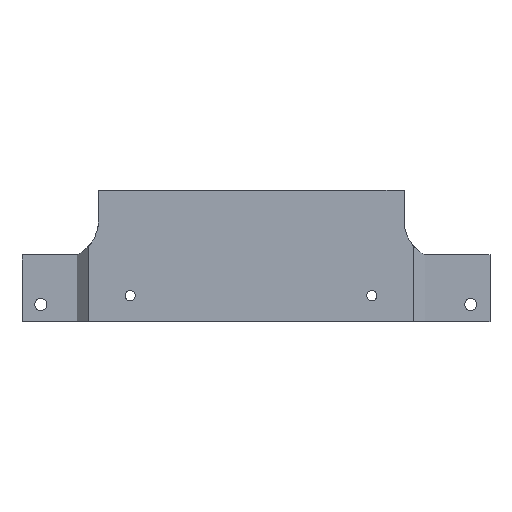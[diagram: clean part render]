
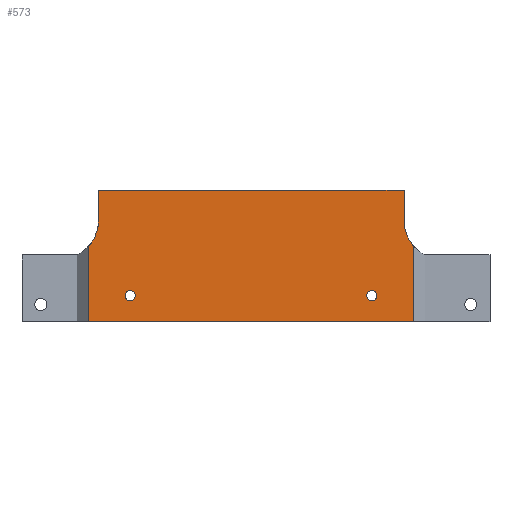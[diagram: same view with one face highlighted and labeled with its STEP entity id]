
A CAD part, top view. The second image highlights one B-rep face of the part: STEP entity #573.
In plain terms, the highlighted planar face has unit normal (0, 0, 1).
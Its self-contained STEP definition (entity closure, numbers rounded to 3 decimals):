
#15 = CIRCLE ( 'NONE', #83, 1.35 ) ;
#19 = CARTESIAN_POINT ( 'NONE',  ( -109.725, -17.404, 12. ) ) ;
#28 = ORIENTED_EDGE ( 'NONE', *, *, #744, .T. ) ;
#54 = VERTEX_POINT ( 'NONE', #898 ) ;
#81 = AXIS2_PLACEMENT_3D ( 'NONE', #19, #167, #490 ) ;
#82 = FACE_OUTER_BOUND ( 'NONE', #993, .T. ) ;
#83 = AXIS2_PLACEMENT_3D ( 'NONE', #899, #889, #644 ) ;
#106 = ORIENTED_EDGE ( 'NONE', *, *, #157, .T. ) ;
#107 = DIRECTION ( 'NONE',  ( 0., 1., 0. ) ) ;
#115 = DIRECTION ( 'NONE',  ( 0., -1., 0. ) ) ;
#136 = EDGE_CURVE ( 'NONE', #54, #384, #448, .T. ) ;
#147 = VERTEX_POINT ( 'NONE', #998 ) ;
#157 = EDGE_CURVE ( 'NONE', #671, #656, #685, .T. ) ;
#164 = LINE ( 'NONE', #172, #966 ) ;
#167 = DIRECTION ( 'NONE',  ( 0., 0., 1. ) ) ;
#172 = CARTESIAN_POINT ( 'NONE',  ( -34.987, -6.677, 12. ) ) ;
#178 = VECTOR ( 'NONE', #556, 1000. ) ;
#179 = CIRCLE ( 'NONE', #750, 10. ) ;
#182 = VERTEX_POINT ( 'NONE', #218 ) ;
#197 = CARTESIAN_POINT ( 'NONE',  ( -118.092, 10.323, 12. ) ) ;
#201 = DIRECTION ( 'NONE',  ( 1., 0., 0. ) ) ;
#205 = ORIENTED_EDGE ( 'NONE', *, *, #425, .T. ) ;
#218 = CARTESIAN_POINT ( 'NONE',  ( -34.987, -4.366, 12. ) ) ;
#224 = CARTESIAN_POINT ( 'NONE',  ( 0., 0., 12. ) ) ;
#226 = CIRCLE ( 'NONE', #813, 10. ) ;
#270 = LINE ( 'NONE', #887, #848 ) ;
#294 = VECTOR ( 'NONE', #923, 1000. ) ;
#295 = VERTEX_POINT ( 'NONE', #849 ) ;
#307 = VERTEX_POINT ( 'NONE', #321 ) ;
#308 = FACE_BOUND ( 'NONE', #348, .T. ) ;
#312 = VERTEX_POINT ( 'NONE', #950 ) ;
#315 = CARTESIAN_POINT ( 'NONE',  ( -120.72, -24.228, 12. ) ) ;
#321 = CARTESIAN_POINT ( 'NONE',  ( -120.72, -4.44, 12. ) ) ;
#348 = EDGE_LOOP ( 'NONE', ( #995, #528 ) ) ;
#353 = CARTESIAN_POINT ( 'NONE',  ( -111.075, -17.404, 12. ) ) ;
#363 = EDGE_CURVE ( 'NONE', #307, #918, #866, .T. ) ;
#370 = ORIENTED_EDGE ( 'NONE', *, *, #452, .F. ) ;
#384 = VERTEX_POINT ( 'NONE', #353 ) ;
#389 = EDGE_LOOP ( 'NONE', ( #884, #851 ) ) ;
#398 = CARTESIAN_POINT ( 'NONE',  ( -47.333, -17.404, 12. ) ) ;
#405 = AXIS2_PLACEMENT_3D ( 'NONE', #224, #926, #201 ) ;
#425 = EDGE_CURVE ( 'NONE', #656, #307, #226, .T. ) ;
#431 = FACE_BOUND ( 'NONE', #389, .T. ) ;
#448 = CIRCLE ( 'NONE', #997, 1.35 ) ;
#452 = EDGE_CURVE ( 'NONE', #671, #312, #896, .T. ) ;
#467 = CARTESIAN_POINT ( 'NONE',  ( -44.633, -17.404, 12. ) ) ;
#471 = ORIENTED_EDGE ( 'NONE', *, *, #1004, .F. ) ;
#477 = CARTESIAN_POINT ( 'NONE',  ( -118.092, 2.317, 12. ) ) ;
#478 = DIRECTION ( 'NONE',  ( 0., 0., -1. ) ) ;
#490 = DIRECTION ( 'NONE',  ( 1., 0., 0. ) ) ;
#512 = DIRECTION ( 'NONE',  ( 1., 0., 0. ) ) ;
#516 = CIRCLE ( 'NONE', #81, 1.35 ) ;
#526 = DIRECTION ( 'NONE',  ( 0., 0., 1. ) ) ;
#528 = ORIENTED_EDGE ( 'NONE', *, *, #935, .F. ) ;
#542 = EDGE_CURVE ( 'NONE', #918, #295, #619, .T. ) ;
#556 = DIRECTION ( 'NONE',  ( 1., 0., 0. ) ) ;
#573 = ADVANCED_FACE ( 'NONE', ( #431, #308, #82 ), #668, .T. ) ;
#574 = DIRECTION ( 'NONE',  ( 0., -1., 0. ) ) ;
#583 = CIRCLE ( 'NONE', #645, 1.35 ) ;
#598 = DIRECTION ( 'NONE',  ( 0., 0., 1. ) ) ;
#619 = LINE ( 'NONE', #764, #846 ) ;
#628 = VECTOR ( 'NONE', #115, 1000. ) ;
#644 = DIRECTION ( 'NONE',  ( 1., 0., 0. ) ) ;
#645 = AXIS2_PLACEMENT_3D ( 'NONE', #973, #598, #692 ) ;
#647 = ORIENTED_EDGE ( 'NONE', *, *, #363, .T. ) ;
#649 = CARTESIAN_POINT ( 'NONE',  ( -27.496, 2.258, 12. ) ) ;
#656 = VERTEX_POINT ( 'NONE', #477 ) ;
#667 = VERTEX_POINT ( 'NONE', #467 ) ;
#668 = PLANE ( 'NONE',  #405 ) ;
#671 = VERTEX_POINT ( 'NONE', #784 ) ;
#685 = LINE ( 'NONE', #908, #294 ) ;
#692 = DIRECTION ( 'NONE',  ( 1., 0., 0. ) ) ;
#695 = EDGE_CURVE ( 'NONE', #384, #54, #516, .T. ) ;
#725 = DIRECTION ( 'NONE',  ( 0., 0., -1. ) ) ;
#740 = ORIENTED_EDGE ( 'NONE', *, *, #976, .T. ) ;
#744 = EDGE_CURVE ( 'NONE', #295, #182, #164, .T. ) ;
#750 = AXIS2_PLACEMENT_3D ( 'NONE', #649, #725, #971 ) ;
#752 = CARTESIAN_POINT ( 'NONE',  ( -109.725, -17.404, 12. ) ) ;
#764 = CARTESIAN_POINT ( 'NONE',  ( -123.72, -24.228, 12. ) ) ;
#773 = ORIENTED_EDGE ( 'NONE', *, *, #542, .T. ) ;
#784 = CARTESIAN_POINT ( 'NONE',  ( -118.092, 10.323, 12. ) ) ;
#812 = DIRECTION ( 'NONE',  ( 1., 0., 0. ) ) ;
#813 = AXIS2_PLACEMENT_3D ( 'NONE', #982, #478, #812 ) ;
#821 = CARTESIAN_POINT ( 'NONE',  ( -120.72, -24.228, 12. ) ) ;
#846 = VECTOR ( 'NONE', #1013, 1000. ) ;
#848 = VECTOR ( 'NONE', #574, 1000. ) ;
#849 = CARTESIAN_POINT ( 'NONE',  ( -34.987, -24.228, 12. ) ) ;
#851 = ORIENTED_EDGE ( 'NONE', *, *, #695, .F. ) ;
#866 = LINE ( 'NONE', #315, #628 ) ;
#884 = ORIENTED_EDGE ( 'NONE', *, *, #136, .F. ) ;
#887 = CARTESIAN_POINT ( 'NONE',  ( -37.496, 10.323, 12. ) ) ;
#889 = DIRECTION ( 'NONE',  ( 0., 0., 1. ) ) ;
#896 = LINE ( 'NONE', #197, #178 ) ;
#898 = CARTESIAN_POINT ( 'NONE',  ( -108.375, -17.404, 12. ) ) ;
#899 = CARTESIAN_POINT ( 'NONE',  ( -45.983, -17.404, 12. ) ) ;
#904 = EDGE_CURVE ( 'NONE', #667, #968, #15, .T. ) ;
#908 = CARTESIAN_POINT ( 'NONE',  ( -118.092, 10.323, 12. ) ) ;
#918 = VERTEX_POINT ( 'NONE', #821 ) ;
#923 = DIRECTION ( 'NONE',  ( 0., -1., 0. ) ) ;
#926 = DIRECTION ( 'NONE',  ( 0., 0., 1. ) ) ;
#935 = EDGE_CURVE ( 'NONE', #968, #667, #583, .T. ) ;
#950 = CARTESIAN_POINT ( 'NONE',  ( -37.496, 10.323, 12. ) ) ;
#966 = VECTOR ( 'NONE', #107, 1000. ) ;
#968 = VERTEX_POINT ( 'NONE', #398 ) ;
#971 = DIRECTION ( 'NONE',  ( 1., 0., 0. ) ) ;
#973 = CARTESIAN_POINT ( 'NONE',  ( -45.983, -17.404, 12. ) ) ;
#976 = EDGE_CURVE ( 'NONE', #182, #147, #179, .T. ) ;
#982 = CARTESIAN_POINT ( 'NONE',  ( -128.092, 2.317, 12. ) ) ;
#993 = EDGE_LOOP ( 'NONE', ( #773, #28, #740, #471, #370, #106, #205, #647 ) ) ;
#995 = ORIENTED_EDGE ( 'NONE', *, *, #904, .F. ) ;
#997 = AXIS2_PLACEMENT_3D ( 'NONE', #752, #526, #512 ) ;
#998 = CARTESIAN_POINT ( 'NONE',  ( -37.496, 2.258, 12. ) ) ;
#1004 = EDGE_CURVE ( 'NONE', #312, #147, #270, .T. ) ;
#1013 = DIRECTION ( 'NONE',  ( 1., 0., 0. ) ) ;
